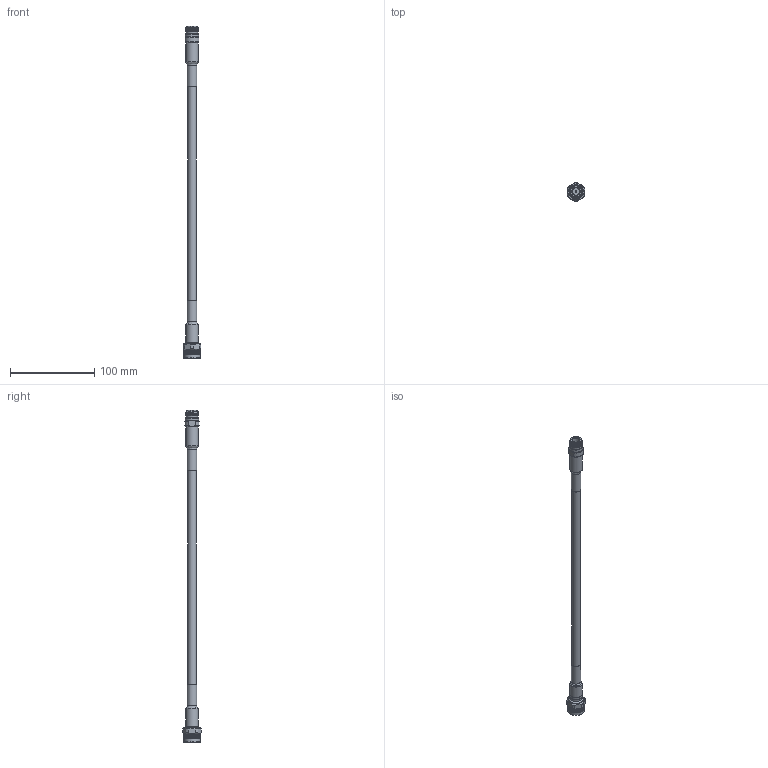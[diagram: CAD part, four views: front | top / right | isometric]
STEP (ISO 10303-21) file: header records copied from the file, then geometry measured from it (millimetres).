
FILE_DESCRIPTION (( 'STEP AP203' ), '1' );
FILE_NAME ('PE3C2667-HS_3D.step', '2022-04-20T20:35:39', ( '' ), ( '' ), 'SwSTEP 2.0', 'SolidWorks 2021', '' );
FILE_SCHEMA (( 'CONFIG_CONTROL_DESIGN' ));
Length unit declared in the file: inch
Products named in the file (4): TC-400-NF-X^PE3C2667-HS_Heat Shrink; LMR-400-UF^PE3C2667-HS_LMR-400; TC-400-NMH-X^PE3C2667-HS_Heat Shrink; PE3C2667-HS_3D
Assembly tree (3 placements, depth 2):
  PE3C2667-HS_3D
    LMR-400-UF^PE3C2667-HS_LMR-400
    TC-400-NMH-X^PE3C2667-HS_Heat Shrink
    TC-400-NF-X^PE3C2667-HS_Heat Shrink
Bounding box: 20.62 x 22.22 x 394.23 mm (x, y, z)
Volume: 43336.2 mm3; surface area: 19798.3 mm2
Topology: 5 solids, 5 shells, 2295 faces, 5003 edges, 2734 vertices
Faces by surface type: bspline 1691, cylinder 492, plane 77, cone 34, torus 1
Full cylindrical faces by diameter (mm): 1.524 x1, 2.54 x1, 6.909 x1, 7.5 x1, 8.255 x1, 8.636 x1, 9.592 x1, 10.287 x1, 11.049 x1, 11.303 x1, 11.384 x1, 12.4 x1, 12.734 x2, 13.594 x2, 13.716 x2, 14.61 x1, 14.728 x1, 15.875 x7, 16.989 x1, 19.69 x2
Entity records: 81624 total; most frequent: CARTESIAN_POINT 50533, ORIENTED_EDGE 9832, EDGE_CURVE 4916, VERTEX_POINT 2703, EDGE_LOOP 2357, FACE_OUTER_BOUND 2320, ADVANCED_FACE 2289, B_SPLINE_CURVE_WITH_KNOTS 2170
